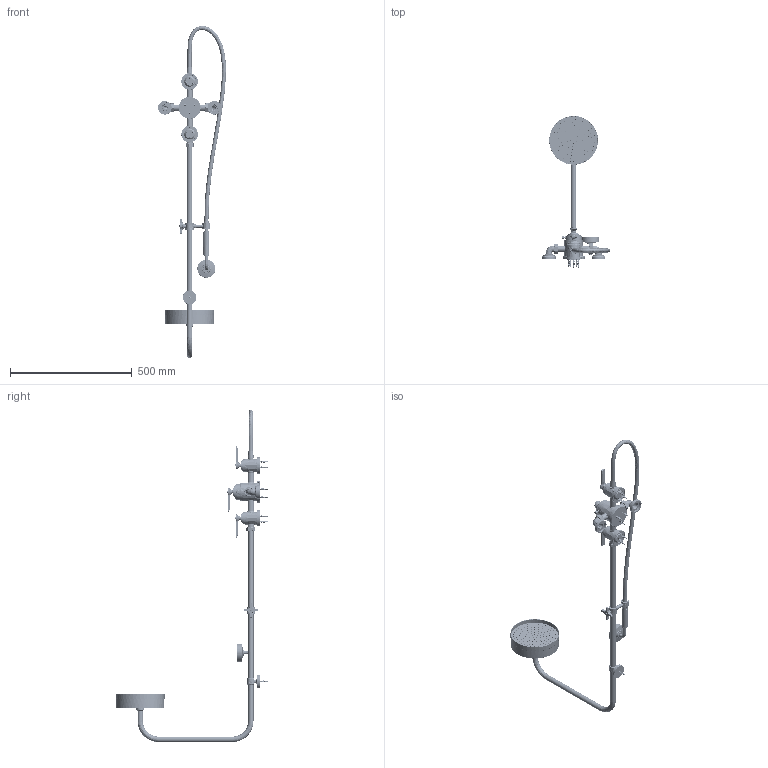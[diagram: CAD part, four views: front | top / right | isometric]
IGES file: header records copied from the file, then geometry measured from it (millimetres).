
Global section: file name: V7KA6LLF; native system: Autodesk Inventor 2018; preprocessor: unknown; author: adaniels; date: 20181024.102556; units: millimetre
Bounding box: 278.75 x 625.1 x 1362.65 mm (x, y, z)
Volume: 2767026.2 mm3; surface area: 876131.3 mm2
Topology: 170 solids, 179 shells, 9281 faces, 25002 edges, 16649 vertices
Faces by surface type: bspline 9281
